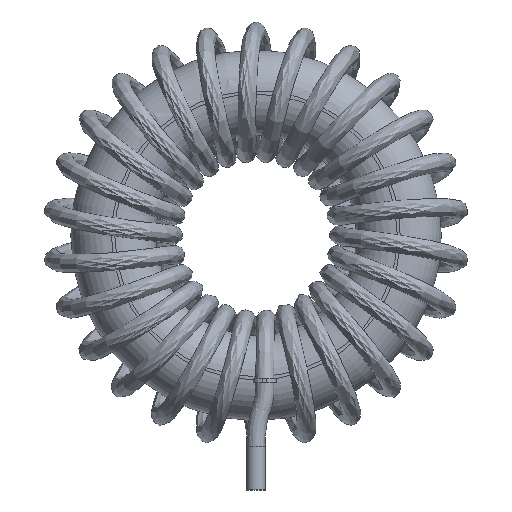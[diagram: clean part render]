
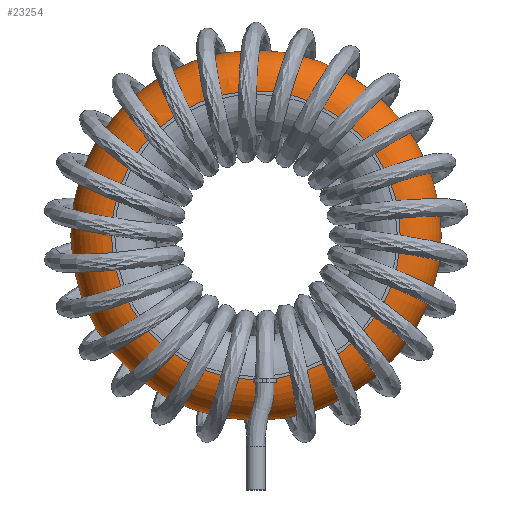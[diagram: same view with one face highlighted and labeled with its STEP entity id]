
A CAD part, front view. The second image highlights one B-rep face of the part: STEP entity #23254.
In plain terms, the highlighted toroidal (fillet/blend) face has major radius 6.74 mm and minor radius 1.9 mm.
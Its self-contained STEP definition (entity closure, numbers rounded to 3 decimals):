
#618 = VERTEX_POINT('',#619);
#619 = CARTESIAN_POINT('',(0.,-1.18,-8.64));
#625 = EDGE_CURVE('',#618,#618,#626,.T.);
#626 = CIRCLE('',#627,8.64);
#627 = AXIS2_PLACEMENT_3D('',#628,#629,#630);
#628 = CARTESIAN_POINT('',(0.,-1.18,
    0.));
#629 = DIRECTION('',(0.,-1.,0.));
#630 = DIRECTION('',(0.,0.,-1.));
#23254 = ADVANCED_FACE('',(#23255),#23344,.T.);
#23255 = FACE_BOUND('',#23256,.T.);
#23256 = EDGE_LOOP('',(#23257,#23258,#23267,#23277,#23298,#23307,#23326,
    #23343));
#23257 = ORIENTED_EDGE('',*,*,#625,.T.);
#23258 = ORIENTED_EDGE('',*,*,#23259,.T.);
#23259 = EDGE_CURVE('',#618,#23260,#23262,.T.);
#23260 = VERTEX_POINT('',#23261);
#23261 = CARTESIAN_POINT('',(0.,-3.076,
    -6.867));
#23262 = CIRCLE('',#23263,1.9);
#23263 = AXIS2_PLACEMENT_3D('',#23264,#23265,#23266);
#23264 = CARTESIAN_POINT('',(0.,-1.18,-6.74));
#23265 = DIRECTION('',(-1.,0.,0.));
#23266 = DIRECTION('',(0.,0.,-1.));
#23267 = ORIENTED_EDGE('',*,*,#23268,.F.);
#23268 = EDGE_CURVE('',#23269,#23260,#23271,.T.);
#23269 = VERTEX_POINT('',#23270);
#23270 = CARTESIAN_POINT('',(-0.127,-3.076,
    -6.867));
#23271 = B_SPLINE_CURVE_WITH_KNOTS('',4,(#23272,#23273,#23274,#23275,
    #23276),.UNSPECIFIED.,.F.,.F.,(5,5),(0.,1.),
  .PIECEWISE_BEZIER_KNOTS.);
#23272 = CARTESIAN_POINT('',(-0.233,-3.075,
    -6.867));
#23273 = CARTESIAN_POINT('',(-0.177,-3.076,
    -6.867));
#23274 = CARTESIAN_POINT('',(-0.119,-3.076,
    -6.867));
#23275 = CARTESIAN_POINT('',(-0.059,-3.076,
    -6.867));
#23276 = CARTESIAN_POINT('',(0.,-3.076,
    -6.867));
#23277 = ORIENTED_EDGE('',*,*,#23278,.T.);
#23278 = EDGE_CURVE('',#23269,#23279,#23281,.T.);
#23279 = VERTEX_POINT('',#23280);
#23280 = CARTESIAN_POINT('',(-0.127,-3.08,-6.739));
#23281 = B_SPLINE_CURVE_WITH_KNOTS('',8,(#23282,#23283,#23284,#23285,
    #23286,#23287,#23288,#23289,#23290,#23291,#23292,#23293,#23294,
    #23295,#23296,#23297),.UNSPECIFIED.,.F.,.F.,(9,7,9),(0.,
    0.587,1.),.UNSPECIFIED.);
#23282 = CARTESIAN_POINT('',(-0.127,-3.074,
    -6.887));
#23283 = CARTESIAN_POINT('',(-0.127,-3.075,
    -6.88));
#23284 = CARTESIAN_POINT('',(-0.127,-3.075,
    -6.872));
#23285 = CARTESIAN_POINT('',(-0.127,-3.076,
    -6.864));
#23286 = CARTESIAN_POINT('',(-0.127,-3.077,
    -6.855));
#23287 = CARTESIAN_POINT('',(-0.127,-3.077,
    -6.846));
#23288 = CARTESIAN_POINT('',(-0.127,-3.078,
    -6.836));
#23289 = CARTESIAN_POINT('',(-0.127,-3.078,
    -6.826));
#23290 = CARTESIAN_POINT('',(-0.127,-3.079,
    -6.807));
#23291 = CARTESIAN_POINT('',(-0.127,-3.079,
    -6.799));
#23292 = CARTESIAN_POINT('',(-0.127,-3.079,
    -6.79));
#23293 = CARTESIAN_POINT('',(-0.127,-3.08,
    -6.78));
#23294 = CARTESIAN_POINT('',(-0.127,-3.08,
    -6.771));
#23295 = CARTESIAN_POINT('',(-0.127,-3.08,
    -6.76));
#23296 = CARTESIAN_POINT('',(-0.127,-3.08,
    -6.75));
#23297 = CARTESIAN_POINT('',(-0.127,-3.08,-6.739));
#23298 = ORIENTED_EDGE('',*,*,#23299,.F.);
#23299 = EDGE_CURVE('',#23300,#23279,#23302,.T.);
#23300 = VERTEX_POINT('',#23301);
#23301 = CARTESIAN_POINT('',(0.933,-3.08,-6.675));
#23302 = CIRCLE('',#23303,6.74);
#23303 = AXIS2_PLACEMENT_3D('',#23304,#23305,#23306);
#23304 = CARTESIAN_POINT('',(0.,-3.08,
    0.));
#23305 = DIRECTION('',(0.,-1.,0.));
#23306 = DIRECTION('',(0.,0.,-1.));
#23307 = ORIENTED_EDGE('',*,*,#23308,.F.);
#23308 = EDGE_CURVE('',#23309,#23300,#23311,.T.);
#23309 = VERTEX_POINT('',#23310);
#23310 = CARTESIAN_POINT('',(0.933,-3.07,
    -6.867));
#23311 = B_SPLINE_CURVE_WITH_KNOTS('',7,(#23312,#23313,#23314,#23315,
    #23316,#23317,#23318,#23319,#23320,#23321,#23322,#23323,#23324,
    #23325),.UNSPECIFIED.,.F.,.F.,(8,6,8),(0.,0.567,1.),
  .UNSPECIFIED.);
#23312 = CARTESIAN_POINT('',(0.933,-3.068,
    -6.887));
#23313 = CARTESIAN_POINT('',(0.933,-3.07,
    -6.874));
#23314 = CARTESIAN_POINT('',(0.933,-3.071,
    -6.861));
#23315 = CARTESIAN_POINT('',(0.933,-3.073,
    -6.847));
#23316 = CARTESIAN_POINT('',(0.933,-3.074,
    -6.832));
#23317 = CARTESIAN_POINT('',(0.933,-3.075,
    -6.816));
#23318 = CARTESIAN_POINT('',(0.933,-3.076,
    -6.799));
#23319 = CARTESIAN_POINT('',(0.933,-3.078,
    -6.768));
#23320 = CARTESIAN_POINT('',(0.933,-3.078,
    -6.754));
#23321 = CARTESIAN_POINT('',(0.933,-3.079,
    -6.739));
#23322 = CARTESIAN_POINT('',(0.933,-3.08,
    -6.724));
#23323 = CARTESIAN_POINT('',(0.933,-3.08,
    -6.708));
#23324 = CARTESIAN_POINT('',(0.933,-3.08,
    -6.692));
#23325 = CARTESIAN_POINT('',(0.933,-3.08,-6.675));
#23326 = ORIENTED_EDGE('',*,*,#23327,.T.);
#23327 = EDGE_CURVE('',#23309,#23260,#23328,.T.);
#23328 = B_SPLINE_CURVE_WITH_KNOTS('',7,(#23329,#23330,#23331,#23332,
    #23333,#23334,#23335,#23336,#23337,#23338,#23339,#23340,#23341,
    #23342),.UNSPECIFIED.,.F.,.F.,(8,6,8),(0.,0.397,1.),
  .UNSPECIFIED.);
#23329 = CARTESIAN_POINT('',(1.039,-3.069,
    -6.867));
#23330 = CARTESIAN_POINT('',(0.994,-3.07,
    -6.867));
#23331 = CARTESIAN_POINT('',(0.947,-3.07,
    -6.867));
#23332 = CARTESIAN_POINT('',(0.898,-3.071,
    -6.867));
#23333 = CARTESIAN_POINT('',(0.847,-3.072,
    -6.867));
#23334 = CARTESIAN_POINT('',(0.793,-3.072,
    -6.867));
#23335 = CARTESIAN_POINT('',(0.738,-3.073,
    -6.867));
#23336 = CARTESIAN_POINT('',(0.593,-3.074,
    -6.867));
#23337 = CARTESIAN_POINT('',(0.501,-3.075,
    -6.867));
#23338 = CARTESIAN_POINT('',(0.405,-3.075,
    -6.867));
#23339 = CARTESIAN_POINT('',(0.305,-3.075,
    -6.867));
#23340 = CARTESIAN_POINT('',(0.204,-3.076,
    -6.867));
#23341 = CARTESIAN_POINT('',(0.102,-3.076,
    -6.867));
#23342 = CARTESIAN_POINT('',(0.,-3.076,
    -6.867));
#23343 = ORIENTED_EDGE('',*,*,#23259,.F.);
#23344 = TOROIDAL_SURFACE('',#23345,6.74,1.9);
#23345 = AXIS2_PLACEMENT_3D('',#23346,#23347,#23348);
#23346 = CARTESIAN_POINT('',(0.,-1.18,
    0.));
#23347 = DIRECTION('',(0.,-1.,0.));
#23348 = DIRECTION('',(0.,0.,-1.));
